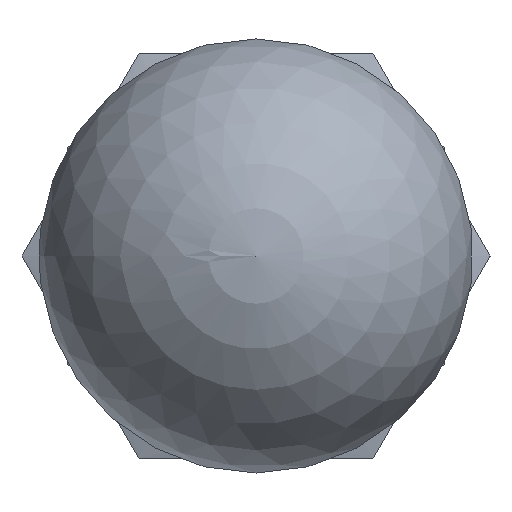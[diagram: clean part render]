
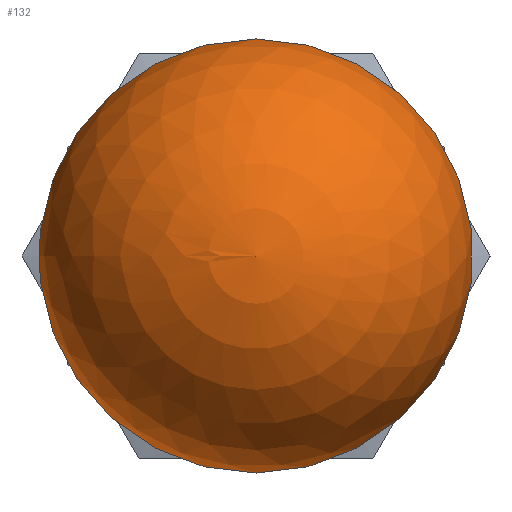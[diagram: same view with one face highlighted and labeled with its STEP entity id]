
A CAD part, left-side view. The second image highlights one B-rep face of the part: STEP entity #132.
In plain terms, the highlighted spherical face has radius 7.5 mm.
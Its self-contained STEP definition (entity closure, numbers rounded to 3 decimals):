
#132 = ADVANCED_FACE( '', ( #287, #288 ), #289, .T. );
#287 = FACE_BOUND( '', #457, .T. );
#288 = FACE_OUTER_BOUND( '', #458, .T. );
#289 = SPHERICAL_SURFACE( '', #459, 7.5 );
#457 = VERTEX_LOOP( '', #742 );
#458 = EDGE_LOOP( '', ( #743 ) );
#459 = AXIS2_PLACEMENT_3D( '', #744, #745, #746 );
#742 = VERTEX_POINT( '', #1018 );
#743 = ORIENTED_EDGE( '', *, *, #965, .F. );
#744 = CARTESIAN_POINT( '', ( -14.5, 0., 0. ) );
#745 = DIRECTION( '', ( 1., 0., 0. ) );
#746 = DIRECTION( '', ( 0., 1., 0. ) );
#965 = EDGE_CURVE( '', #1143, #1143, #1144, .T. );
#1018 = CARTESIAN_POINT( '', ( -22., 0., 0. ) );
#1143 = VERTEX_POINT( '', #1412 );
#1144 = CIRCLE( '', #1413, 6. );
#1412 = CARTESIAN_POINT( '', ( -10., 0., -6. ) );
#1413 = AXIS2_PLACEMENT_3D( '', #1693, #1694, #1695 );
#1693 = CARTESIAN_POINT( '', ( -10., 0., 0. ) );
#1694 = DIRECTION( '', ( 1., 0., 0. ) );
#1695 = DIRECTION( '', ( 0., 0., -1. ) );
